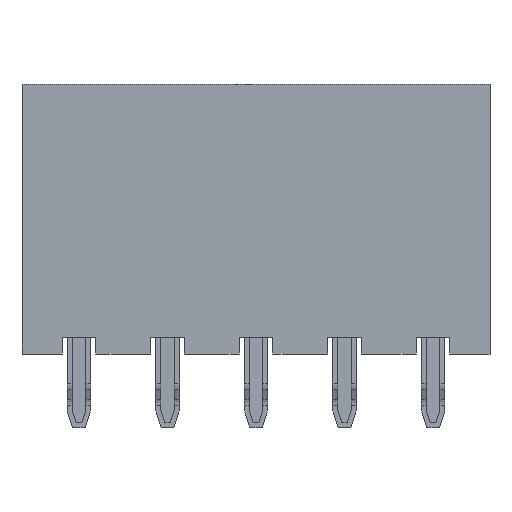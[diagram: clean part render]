
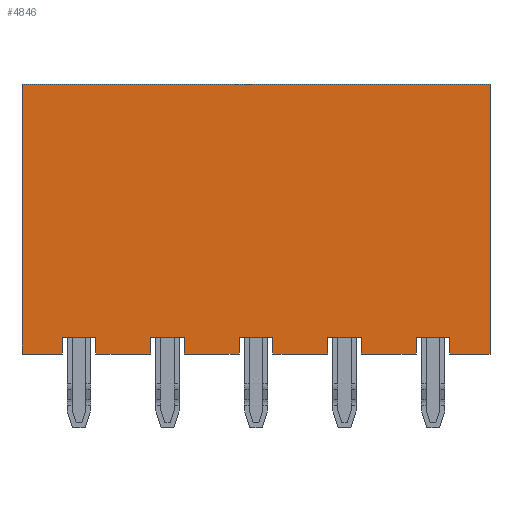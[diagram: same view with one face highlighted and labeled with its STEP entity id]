
A CAD part, front view. The second image highlights one B-rep face of the part: STEP entity #4846.
In plain terms, the highlighted planar face has unit normal (0, -1, 0).
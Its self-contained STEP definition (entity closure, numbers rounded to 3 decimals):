
#213=ORIENTED_EDGE('',*,*,#1647,.F.);
#214=ORIENTED_EDGE('',*,*,#1660,.T.);
#215=ORIENTED_EDGE('',*,*,#1661,.T.);
#216=ORIENTED_EDGE('',*,*,#1662,.T.);
#217=ORIENTED_EDGE('',*,*,#1649,.F.);
#218=ORIENTED_EDGE('',*,*,#1663,.T.);
#219=ORIENTED_EDGE('',*,*,#1664,.T.);
#220=ORIENTED_EDGE('',*,*,#1665,.F.);
#221=ORIENTED_EDGE('',*,*,#1666,.F.);
#222=ORIENTED_EDGE('',*,*,#1667,.T.);
#223=ORIENTED_EDGE('',*,*,#1668,.T.);
#224=ORIENTED_EDGE('',*,*,#1669,.T.);
#225=ORIENTED_EDGE('',*,*,#1670,.F.);
#226=ORIENTED_EDGE('',*,*,#1671,.T.);
#227=ORIENTED_EDGE('',*,*,#1672,.T.);
#228=ORIENTED_EDGE('',*,*,#1673,.T.);
#229=ORIENTED_EDGE('',*,*,#1674,.F.);
#230=ORIENTED_EDGE('',*,*,#1675,.T.);
#231=ORIENTED_EDGE('',*,*,#1676,.T.);
#232=ORIENTED_EDGE('',*,*,#1677,.T.);
#233=ORIENTED_EDGE('',*,*,#1678,.F.);
#234=ORIENTED_EDGE('',*,*,#1679,.T.);
#235=ORIENTED_EDGE('',*,*,#1680,.T.);
#236=ORIENTED_EDGE('',*,*,#1681,.T.);
#1647=EDGE_CURVE('',#2370,#2371,#2848,.T.);
#1649=EDGE_CURVE('',#2372,#2373,#2850,.T.);
#1660=EDGE_CURVE('',#2370,#2382,#2861,.T.);
#1661=EDGE_CURVE('',#2382,#2383,#2862,.T.);
#1662=EDGE_CURVE('',#2383,#2373,#2863,.T.);
#1663=EDGE_CURVE('',#2372,#2384,#2864,.T.);
#1664=EDGE_CURVE('',#2384,#2385,#2865,.T.);
#1665=EDGE_CURVE('',#2386,#2385,#2866,.T.);
#1666=EDGE_CURVE('',#2387,#2386,#2867,.T.);
#1667=EDGE_CURVE('',#2387,#2388,#2868,.T.);
#1668=EDGE_CURVE('',#2388,#2389,#2869,.T.);
#1669=EDGE_CURVE('',#2389,#2390,#2870,.T.);
#1670=EDGE_CURVE('',#2391,#2390,#2871,.T.);
#1671=EDGE_CURVE('',#2391,#2392,#2872,.T.);
#1672=EDGE_CURVE('',#2392,#2393,#2873,.T.);
#1673=EDGE_CURVE('',#2393,#2394,#2874,.T.);
#1674=EDGE_CURVE('',#2395,#2394,#2875,.T.);
#1675=EDGE_CURVE('',#2395,#2396,#2876,.T.);
#1676=EDGE_CURVE('',#2396,#2397,#2877,.T.);
#1677=EDGE_CURVE('',#2397,#2398,#2878,.T.);
#1678=EDGE_CURVE('',#2399,#2398,#2879,.T.);
#1679=EDGE_CURVE('',#2399,#2400,#2880,.T.);
#1680=EDGE_CURVE('',#2400,#2401,#2881,.T.);
#1681=EDGE_CURVE('',#2401,#2371,#2882,.T.);
#2370=VERTEX_POINT('',#6810);
#2371=VERTEX_POINT('',#6812);
#2372=VERTEX_POINT('',#6816);
#2373=VERTEX_POINT('',#6817);
#2382=VERTEX_POINT('',#6840);
#2383=VERTEX_POINT('',#6842);
#2384=VERTEX_POINT('',#6845);
#2385=VERTEX_POINT('',#6847);
#2386=VERTEX_POINT('',#6849);
#2387=VERTEX_POINT('',#6851);
#2388=VERTEX_POINT('',#6853);
#2389=VERTEX_POINT('',#6855);
#2390=VERTEX_POINT('',#6857);
#2391=VERTEX_POINT('',#6859);
#2392=VERTEX_POINT('',#6861);
#2393=VERTEX_POINT('',#6863);
#2394=VERTEX_POINT('',#6865);
#2395=VERTEX_POINT('',#6867);
#2396=VERTEX_POINT('',#6869);
#2397=VERTEX_POINT('',#6871);
#2398=VERTEX_POINT('',#6873);
#2399=VERTEX_POINT('',#6875);
#2400=VERTEX_POINT('',#6877);
#2401=VERTEX_POINT('',#6879);
#2848=LINE('',#6811,#3515);
#2850=LINE('',#6815,#3517);
#2861=LINE('',#6839,#3528);
#2862=LINE('',#6841,#3529);
#2863=LINE('',#6843,#3530);
#2864=LINE('',#6844,#3531);
#2865=LINE('',#6846,#3532);
#2866=LINE('',#6848,#3533);
#2867=LINE('',#6850,#3534);
#2868=LINE('',#6852,#3535);
#2869=LINE('',#6854,#3536);
#2870=LINE('',#6856,#3537);
#2871=LINE('',#6858,#3538);
#2872=LINE('',#6860,#3539);
#2873=LINE('',#6862,#3540);
#2874=LINE('',#6864,#3541);
#2875=LINE('',#6866,#3542);
#2876=LINE('',#6868,#3543);
#2877=LINE('',#6870,#3544);
#2878=LINE('',#6872,#3545);
#2879=LINE('',#6874,#3546);
#2880=LINE('',#6876,#3547);
#2881=LINE('',#6878,#3548);
#2882=LINE('',#6880,#3549);
#3515=VECTOR('',#5486,1000.);
#3517=VECTOR('',#5490,1000.);
#3528=VECTOR('',#5507,1000.);
#3529=VECTOR('',#5508,1000.);
#3530=VECTOR('',#5509,1000.);
#3531=VECTOR('',#5510,1000.);
#3532=VECTOR('',#5511,1000.);
#3533=VECTOR('',#5512,1000.);
#3534=VECTOR('',#5513,1000.);
#3535=VECTOR('',#5514,1000.);
#3536=VECTOR('',#5515,1000.);
#3537=VECTOR('',#5516,1000.);
#3538=VECTOR('',#5517,1000.);
#3539=VECTOR('',#5518,1000.);
#3540=VECTOR('',#5519,1000.);
#3541=VECTOR('',#5520,1000.);
#3542=VECTOR('',#5521,1000.);
#3543=VECTOR('',#5522,1000.);
#3544=VECTOR('',#5523,1000.);
#3545=VECTOR('',#5524,1000.);
#3546=VECTOR('',#5525,1000.);
#3547=VECTOR('',#5526,1000.);
#3548=VECTOR('',#5527,1000.);
#3549=VECTOR('',#5528,1000.);
#4132=EDGE_LOOP('',(#213,#214,#215,#216,#217,#218,#219,#220,#221,#222,#223,
#224,#225,#226,#227,#228,#229,#230,#231,#232,#233,#234,#235,#236));
#4385=FACE_BOUND('',#4132,.T.);
#4637=PLANE('',#5111);
#4846=ADVANCED_FACE('',(#4385),#4637,.T.);
#5111=AXIS2_PLACEMENT_3D('',#6838,#5505,#5506);
#5486=DIRECTION('',(-1.,0.,0.));
#5490=DIRECTION('',(-1.,0.,0.));
#5505=DIRECTION('',(0.,-1.,0.));
#5506=DIRECTION('',(0.,0.,-1.));
#5507=DIRECTION('',(0.,0.,1.));
#5508=DIRECTION('',(1.,0.,0.));
#5509=DIRECTION('',(0.,0.,-1.));
#5510=DIRECTION('',(0.,0.,1.));
#5511=DIRECTION('',(-1.,0.,0.));
#5512=DIRECTION('',(0.,0.,1.));
#5513=DIRECTION('',(-1.,0.,0.));
#5514=DIRECTION('',(0.,0.,1.));
#5515=DIRECTION('',(1.,0.,0.));
#5516=DIRECTION('',(0.,0.,-1.));
#5517=DIRECTION('',(-1.,0.,0.));
#5518=DIRECTION('',(0.,0.,1.));
#5519=DIRECTION('',(1.,0.,0.));
#5520=DIRECTION('',(0.,0.,-1.));
#5521=DIRECTION('',(-1.,0.,0.));
#5522=DIRECTION('',(0.,0.,1.));
#5523=DIRECTION('',(1.,0.,0.));
#5524=DIRECTION('',(0.,0.,-1.));
#5525=DIRECTION('',(-1.,0.,0.));
#5526=DIRECTION('',(0.,0.,1.));
#5527=DIRECTION('',(1.,0.,0.));
#5528=DIRECTION('',(0.,0.,-1.));
#6810=CARTESIAN_POINT('',(7.6,-2.7,-6.4));
#6811=CARTESIAN_POINT('',(11.1,-2.7,-6.4));
#6812=CARTESIAN_POINT('',(5.,-2.7,-6.4));
#6815=CARTESIAN_POINT('',(11.1,-2.7,-6.4));
#6816=CARTESIAN_POINT('',(11.1,-2.7,-6.4));
#6817=CARTESIAN_POINT('',(9.2,-2.7,-6.4));
#6838=CARTESIAN_POINT('',(11.1,-2.7,-6.4));
#6839=CARTESIAN_POINT('',(7.6,-2.7,-6.4));
#6840=CARTESIAN_POINT('',(7.6,-2.7,-5.6));
#6841=CARTESIAN_POINT('',(7.6,-2.7,-5.6));
#6842=CARTESIAN_POINT('',(9.2,-2.7,-5.6));
#6843=CARTESIAN_POINT('',(9.2,-2.7,-5.6));
#6844=CARTESIAN_POINT('',(11.1,-2.7,-6.4));
#6845=CARTESIAN_POINT('',(11.1,-2.7,6.4));
#6846=CARTESIAN_POINT('',(11.1,-2.7,6.4));
#6847=CARTESIAN_POINT('',(-11.1,-2.7,6.4));
#6848=CARTESIAN_POINT('',(-11.1,-2.7,-6.4));
#6849=CARTESIAN_POINT('',(-11.1,-2.7,-6.4));
#6850=CARTESIAN_POINT('',(11.1,-2.7,-6.4));
#6851=CARTESIAN_POINT('',(-9.2,-2.7,-6.4));
#6852=CARTESIAN_POINT('',(-9.2,-2.7,-6.4));
#6853=CARTESIAN_POINT('',(-9.2,-2.7,-5.6));
#6854=CARTESIAN_POINT('',(-9.2,-2.7,-5.6));
#6855=CARTESIAN_POINT('',(-7.6,-2.7,-5.6));
#6856=CARTESIAN_POINT('',(-7.6,-2.7,-5.6));
#6857=CARTESIAN_POINT('',(-7.6,-2.7,-6.4));
#6858=CARTESIAN_POINT('',(11.1,-2.7,-6.4));
#6859=CARTESIAN_POINT('',(-5.,-2.7,-6.4));
#6860=CARTESIAN_POINT('',(-5.,-2.7,-6.4));
#6861=CARTESIAN_POINT('',(-5.,-2.7,-5.6));
#6862=CARTESIAN_POINT('',(-5.,-2.7,-5.6));
#6863=CARTESIAN_POINT('',(-3.4,-2.7,-5.6));
#6864=CARTESIAN_POINT('',(-3.4,-2.7,-5.6));
#6865=CARTESIAN_POINT('',(-3.4,-2.7,-6.4));
#6866=CARTESIAN_POINT('',(11.1,-2.7,-6.4));
#6867=CARTESIAN_POINT('',(-0.8,-2.7,-6.4));
#6868=CARTESIAN_POINT('',(-0.8,-2.7,-6.4));
#6869=CARTESIAN_POINT('',(-0.8,-2.7,-5.6));
#6870=CARTESIAN_POINT('',(-0.8,-2.7,-5.6));
#6871=CARTESIAN_POINT('',(0.8,-2.7,-5.6));
#6872=CARTESIAN_POINT('',(0.8,-2.7,-5.6));
#6873=CARTESIAN_POINT('',(0.8,-2.7,-6.4));
#6874=CARTESIAN_POINT('',(11.1,-2.7,-6.4));
#6875=CARTESIAN_POINT('',(3.4,-2.7,-6.4));
#6876=CARTESIAN_POINT('',(3.4,-2.7,-6.4));
#6877=CARTESIAN_POINT('',(3.4,-2.7,-5.6));
#6878=CARTESIAN_POINT('',(3.4,-2.7,-5.6));
#6879=CARTESIAN_POINT('',(5.,-2.7,-5.6));
#6880=CARTESIAN_POINT('',(5.,-2.7,-5.6));
